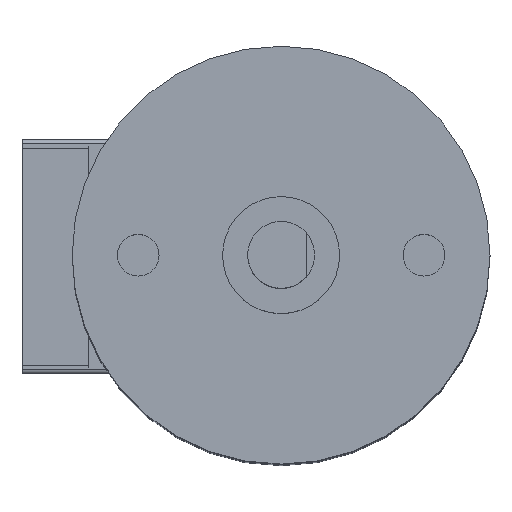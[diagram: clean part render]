
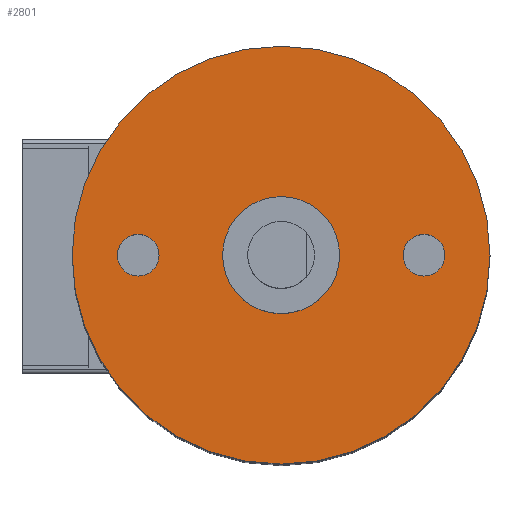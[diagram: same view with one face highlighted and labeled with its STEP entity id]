
A CAD part, top view. The second image highlights one B-rep face of the part: STEP entity #2801.
In plain terms, the highlighted planar face has unit normal (0, 0, 1).
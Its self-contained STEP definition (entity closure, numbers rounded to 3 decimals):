
#19=FACE_BOUND('',#361,.T.);
#20=FACE_BOUND('',#362,.T.);
#61=PLANE('',#3002);
#188=FACE_OUTER_BOUND('',#360,.T.);
#360=EDGE_LOOP('',(#1954));
#361=EDGE_LOOP('',(#1955));
#362=EDGE_LOOP('',(#1956));
#1183=CIRCLE('',#3003,12.5);
#1184=CIRCLE('',#3004,1.25);
#1185=CIRCLE('',#3005,1.25);
#1271=VERTEX_POINT('',#4108);
#1272=VERTEX_POINT('',#4110);
#1273=VERTEX_POINT('',#4112);
#1541=EDGE_CURVE('',#1271,#1271,#1183,.T.);
#1542=EDGE_CURVE('',#1272,#1272,#1184,.T.);
#1543=EDGE_CURVE('',#1273,#1273,#1185,.T.);
#1954=ORIENTED_EDGE('',*,*,#1541,.T.);
#1955=ORIENTED_EDGE('',*,*,#1542,.F.);
#1956=ORIENTED_EDGE('',*,*,#1543,.F.);
#2801=ADVANCED_FACE('',(#188,#19,#20),#61,.T.);
#3002=AXIS2_PLACEMENT_3D('',#4107,#3278,#3279);
#3003=AXIS2_PLACEMENT_3D('',#4109,#3280,#3281);
#3004=AXIS2_PLACEMENT_3D('',#4111,#3282,#3283);
#3005=AXIS2_PLACEMENT_3D('',#4113,#3284,#3285);
#3278=DIRECTION('center_axis',(0.,0.,1.));
#3279=DIRECTION('ref_axis',(1.,0.,0.));
#3280=DIRECTION('center_axis',(0.,0.,1.));
#3281=DIRECTION('ref_axis',(1.,0.,0.));
#3282=DIRECTION('center_axis',(0.,0.,1.));
#3283=DIRECTION('ref_axis',(1.,0.,0.));
#3284=DIRECTION('center_axis',(0.,0.,1.));
#3285=DIRECTION('ref_axis',(1.,0.,0.));
#4107=CARTESIAN_POINT('Origin',(0.,0.,53.8));
#4108=CARTESIAN_POINT('',(12.5,0.,53.8));
#4109=CARTESIAN_POINT('Origin',(0.,0.,53.8));
#4110=CARTESIAN_POINT('',(-9.8,0.,53.8));
#4111=CARTESIAN_POINT('Origin',(-8.55,0.,53.8));
#4112=CARTESIAN_POINT('',(7.3,0.,53.8));
#4113=CARTESIAN_POINT('Origin',(8.55,0.,53.8));
